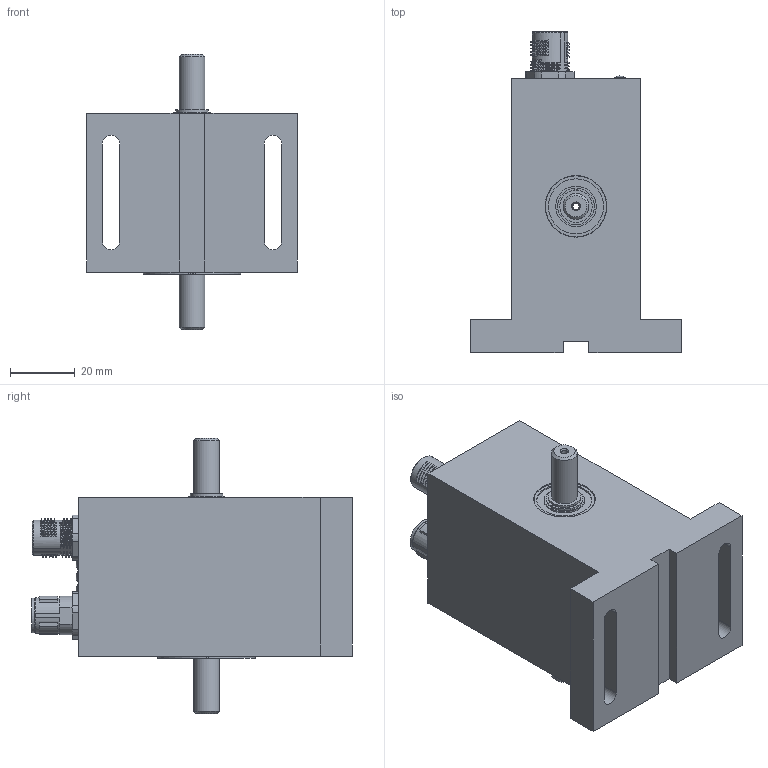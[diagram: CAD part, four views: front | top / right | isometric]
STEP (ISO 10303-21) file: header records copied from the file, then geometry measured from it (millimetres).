
FILE_DESCRIPTION (( 'STEP AP214' ), '1' );
FILE_NAME ('424-104-000-011_EF.STEP', '2019-04-18T10:23:38', ( 'magroladmin' ), ( 'Hewlett-Packard Company' ), 'SwSTEP 2.0', 'SolidWorks 2019', '' );
FILE_SCHEMA (( 'AUTOMOTIVE_DESIGN' ));
Length unit declared in the file: millimetre
Products named in the file (1): 424-104-000-011_EF
Bounding box: 65 x 99 x 85 mm (x, y, z)
Surface area: 28166.3 mm2 (no closed solid volume)
Topology: 0 solids, 55 shells, 487 faces, 1940 edges, 1469 vertices
Faces by surface type: plane 241, cylinder 133, bspline 55, cone 45, torus 13
Full cylindrical faces by diameter (mm): 0.8 x7, 1.7 x2, 2.05 x2, 3.302 x3, 4 x6, 4.4 x5, 5 x4, 5.5 x4, 8 x2, 8.4 x1, 9.5 x2, 10 x2, 10.7 x1, 12.5 x2, 17 x3, 19 x1, 30 x1, 36 x1, 38 x1
Entity records: 28370 total; most frequent: CARTESIAN_POINT 8942, ORIENTED_EDGE 2607, DIRECTION 2368, EDGE_CURVE 1806, VERTEX_POINT 1440, LINE 898, VECTOR 898, AXIS2_PLACEMENT_3D 735
